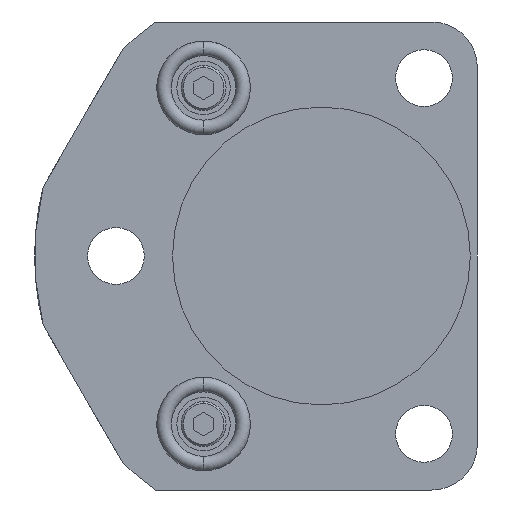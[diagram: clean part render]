
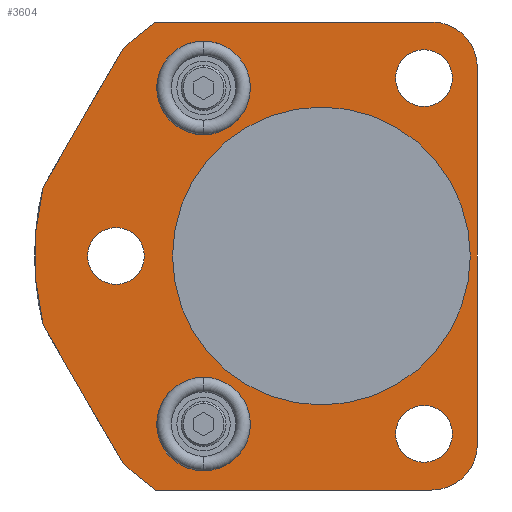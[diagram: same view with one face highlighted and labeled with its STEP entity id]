
A CAD part, front view. The second image highlights one B-rep face of the part: STEP entity #3604.
In plain terms, the highlighted planar face has unit normal (0, -1, 0).
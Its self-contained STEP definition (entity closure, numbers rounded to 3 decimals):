
#313=CARTESIAN_POINT('',(0.,0.,0.));
#314=DIRECTION('',(0.,-1.,0.));
#315=DIRECTION('',(1.,0.,0.));
#316=AXIS2_PLACEMENT_3D('',#313,#314,#315);
#321=CARTESIAN_POINT('',(0.,0.,0.));
#322=DIRECTION('',(0.,1.,0.));
#323=DIRECTION('',(1.,0.,0.));
#324=AXIS2_PLACEMENT_3D('',#321,#322,#323);
#329=CARTESIAN_POINT('',(13.436,0.,-22.936));
#330=DIRECTION('',(0.,-1.,0.));
#331=DIRECTION('',(0.,0.,-1.));
#332=AXIS2_PLACEMENT_3D('',#329,#330,#331);
#337=DIRECTION('',(-1.,0.,0.));
#338=VECTOR('',#337,33.624);
#339=CARTESIAN_POINT('',(13.436,0.,-28.499));
#340=LINE('',#339,#338);
#344=DIRECTION('',(0.5,0.,-0.866));
#345=VECTOR('',#344,19.386);
#346=CARTESIAN_POINT('',(-33.904,0.,-8.382));
#347=LINE('',#346,#345);
#351=DIRECTION('',(0.5,0.,0.866));
#352=VECTOR('',#351,19.386);
#353=CARTESIAN_POINT('',(-33.904,0.,8.382));
#354=LINE('',#353,#352);
#358=DIRECTION('',(1.,0.,0.));
#359=VECTOR('',#358,33.624);
#360=CARTESIAN_POINT('',(-20.188,0.,28.499));
#361=LINE('',#360,#359);
#365=CARTESIAN_POINT('',(13.436,0.,22.936));
#366=DIRECTION('',(0.,-1.,0.));
#367=DIRECTION('',(1.,0.,0.));
#368=AXIS2_PLACEMENT_3D('',#365,#366,#367);
#373=DIRECTION('',(0.,0.,1.));
#374=VECTOR('',#373,45.872);
#375=CARTESIAN_POINT('',(18.999,0.,-22.936));
#376=LINE('',#375,#374);
#380=CARTESIAN_POINT('',(12.497,0.,21.666));
#381=DIRECTION('',(0.,-1.,0.));
#382=DIRECTION('',(1.,0.,0.));
#383=AXIS2_PLACEMENT_3D('',#380,#381,#382);
#388=CARTESIAN_POINT('',(12.497,0.,21.666));
#389=DIRECTION('',(0.,-1.,0.));
#390=DIRECTION('',(-1.,0.,0.));
#391=AXIS2_PLACEMENT_3D('',#388,#389,#390);
#396=CARTESIAN_POINT('',(12.497,0.,-21.666));
#397=DIRECTION('',(0.,-1.,0.));
#398=DIRECTION('',(1.,0.,0.));
#399=AXIS2_PLACEMENT_3D('',#396,#397,#398);
#404=CARTESIAN_POINT('',(12.497,0.,-21.666));
#405=DIRECTION('',(0.,-1.,0.));
#406=DIRECTION('',(-1.,0.,0.));
#407=AXIS2_PLACEMENT_3D('',#404,#405,#406);
#412=CARTESIAN_POINT('',(-25.019,0.,0.));
#413=DIRECTION('',(0.,-1.,0.));
#414=DIRECTION('',(1.,0.,0.));
#415=AXIS2_PLACEMENT_3D('',#412,#413,#414);
#420=CARTESIAN_POINT('',(-25.019,0.,0.));
#421=DIRECTION('',(0.,-1.,0.));
#422=DIRECTION('',(-1.,0.,0.));
#423=AXIS2_PLACEMENT_3D('',#420,#421,#422);
#428=CARTESIAN_POINT('',(-14.351,0.,-20.472));
#429=DIRECTION('',(0.,1.,0.));
#430=DIRECTION('',(-1.,0.,0.));
#431=AXIS2_PLACEMENT_3D('',#428,#429,#430);
#436=CARTESIAN_POINT('',(-14.351,0.,-20.472));
#437=DIRECTION('',(0.,1.,0.));
#438=DIRECTION('',(1.,0.,0.));
#439=AXIS2_PLACEMENT_3D('',#436,#437,#438);
#444=CARTESIAN_POINT('',(-14.351,0.,20.473));
#445=DIRECTION('',(0.,1.,0.));
#446=DIRECTION('',(-1.,0.,0.));
#447=AXIS2_PLACEMENT_3D('',#444,#445,#446);
#452=CARTESIAN_POINT('',(-14.351,0.,20.473));
#453=DIRECTION('',(0.,1.,0.));
#454=DIRECTION('',(1.,0.,0.));
#455=AXIS2_PLACEMENT_3D('',#452,#453,#454);
#664=CARTESIAN_POINT('',(0.,0.,0.));
#665=DIRECTION('',(0.,-1.,0.));
#666=DIRECTION('',(-0.971,0.,0.24));
#667=AXIS2_PLACEMENT_3D('',#664,#665,#666);
#672=CARTESIAN_POINT('',(0.,0.,0.));
#673=DIRECTION('',(0.,-1.,0.));
#674=DIRECTION('',(-0.693,0.,-0.721));
#675=AXIS2_PLACEMENT_3D('',#672,#673,#674);
#680=CARTESIAN_POINT('',(0.,0.,0.));
#681=DIRECTION('',(0.,-1.,0.));
#682=DIRECTION('',(-0.578,0.,0.816));
#683=AXIS2_PLACEMENT_3D('',#680,#681,#682);
#2959=CARTESIAN_POINT('',(18.136,0.,0.));
#2961=VERTEX_POINT('',#2959);
#2963=CARTESIAN_POINT('',(-18.136,0.,0.));
#2965=VERTEX_POINT('',#2963);
#2966=CARTESIAN_POINT('',(-33.904,0.,-8.382));
#2967=CARTESIAN_POINT('',(-24.211,0.,-25.171));
#2968=VERTEX_POINT('',#2966);
#2969=VERTEX_POINT('',#2967);
#2970=CARTESIAN_POINT('',(-33.904,0.,8.382));
#2971=CARTESIAN_POINT('',(-24.211,0.,25.171));
#2972=VERTEX_POINT('',#2970);
#2973=VERTEX_POINT('',#2971);
#2974=CARTESIAN_POINT('',(-20.188,0.,28.499));
#2975=VERTEX_POINT('',#2974);
#2976=CARTESIAN_POINT('',(-20.188,0.,-28.499));
#2977=VERTEX_POINT('',#2976);
#2978=CARTESIAN_POINT('',(15.952,0.,21.666));
#2979=CARTESIAN_POINT('',(9.043,0.,21.666));
#2980=VERTEX_POINT('',#2978);
#2981=VERTEX_POINT('',#2979);
#3090=CARTESIAN_POINT('',(-20.054,0.,-20.472));
#3091=CARTESIAN_POINT('',(-8.649,0.,-20.472));
#3092=VERTEX_POINT('',#3090);
#3093=VERTEX_POINT('',#3091);
#3106=CARTESIAN_POINT('',(-20.054,0.,20.473));
#3107=CARTESIAN_POINT('',(-8.649,0.,20.473));
#3108=VERTEX_POINT('',#3106);
#3109=VERTEX_POINT('',#3107);
#3132=CARTESIAN_POINT('',(15.951,0.,-21.666));
#3133=CARTESIAN_POINT('',(9.042,0.,-21.666));
#3134=VERTEX_POINT('',#3132);
#3135=VERTEX_POINT('',#3133);
#3136=CARTESIAN_POINT('',(-21.565,0.,0.));
#3137=CARTESIAN_POINT('',(-28.474,0.,0.));
#3138=VERTEX_POINT('',#3136);
#3139=VERTEX_POINT('',#3137);
#3170=CARTESIAN_POINT('',(13.436,0.,-28.499));
#3171=CARTESIAN_POINT('',(18.999,0.,-22.936));
#3172=VERTEX_POINT('',#3170);
#3173=VERTEX_POINT('',#3171);
#3174=CARTESIAN_POINT('',(18.999,0.,22.936));
#3175=CARTESIAN_POINT('',(13.436,0.,28.499));
#3176=VERTEX_POINT('',#3174);
#3177=VERTEX_POINT('',#3175);
#3542=CARTESIAN_POINT('',(0.,0.,0.));
#3543=DIRECTION('',(0.,-1.,0.));
#3544=DIRECTION('',(-1.,0.,0.));
#3545=AXIS2_PLACEMENT_3D('',#3542,#3543,#3544);
#3546=PLANE('',#3545);
#3548=ORIENTED_EDGE('',*,*,#3547,.F.);
#3550=ORIENTED_EDGE('',*,*,#3549,.T.);
#3552=ORIENTED_EDGE('',*,*,#3551,.F.);
#3554=ORIENTED_EDGE('',*,*,#3553,.F.);
#3556=ORIENTED_EDGE('',*,*,#3555,.F.);
#3558=ORIENTED_EDGE('',*,*,#3557,.T.);
#3560=ORIENTED_EDGE('',*,*,#3559,.F.);
#3562=ORIENTED_EDGE('',*,*,#3561,.T.);
#3564=ORIENTED_EDGE('',*,*,#3563,.F.);
#3566=ORIENTED_EDGE('',*,*,#3565,.F.);
#3567=EDGE_LOOP('',(#3548,#3550,#3552,#3554,#3556,#3558,#3560,#3562,#3564,
#3566));
#3568=FACE_OUTER_BOUND('',#3567,.F.);
#3570=ORIENTED_EDGE('',*,*,#3569,.T.);
#3572=ORIENTED_EDGE('',*,*,#3571,.F.);
#3573=EDGE_LOOP('',(#3570,#3572));
#3574=FACE_BOUND('',#3573,.F.);
#3576=ORIENTED_EDGE('',*,*,#3575,.T.);
#3578=ORIENTED_EDGE('',*,*,#3577,.T.);
#3579=EDGE_LOOP('',(#3576,#3578));
#3580=FACE_BOUND('',#3579,.F.);
#3582=ORIENTED_EDGE('',*,*,#3581,.T.);
#3584=ORIENTED_EDGE('',*,*,#3583,.T.);
#3585=EDGE_LOOP('',(#3582,#3584));
#3586=FACE_BOUND('',#3585,.F.);
#3588=ORIENTED_EDGE('',*,*,#3587,.T.);
#3590=ORIENTED_EDGE('',*,*,#3589,.T.);
#3591=EDGE_LOOP('',(#3588,#3590));
#3592=FACE_BOUND('',#3591,.F.);
#3593=ORIENTED_EDGE('',*,*,#3532,.F.);
#3595=ORIENTED_EDGE('',*,*,#3594,.F.);
#3596=EDGE_LOOP('',(#3593,#3595));
#3597=FACE_BOUND('',#3596,.F.);
#3599=ORIENTED_EDGE('',*,*,#3598,.F.);
#3601=ORIENTED_EDGE('',*,*,#3600,.F.);
#3602=EDGE_LOOP('',(#3599,#3601));
#3603=FACE_BOUND('',#3602,.F.);
#3604=ADVANCED_FACE('',(#3568,#3574,#3580,#3586,#3592,#3597,#3603),#3546,.T.);
#317=CIRCLE('',#316,18.136);
#325=CIRCLE('',#324,18.136);
#333=CIRCLE('',#332,5.563);
#369=CIRCLE('',#368,5.563);
#384=CIRCLE('',#383,3.455);
#392=CIRCLE('',#391,3.455);
#400=CIRCLE('',#399,3.455);
#408=CIRCLE('',#407,3.455);
#416=CIRCLE('',#415,3.455);
#424=CIRCLE('',#423,3.455);
#432=CIRCLE('',#431,5.703);
#440=CIRCLE('',#439,5.703);
#448=CIRCLE('',#447,5.703);
#456=CIRCLE('',#455,5.703);
#668=CIRCLE('',#667,34.925);
#676=CIRCLE('',#675,34.925);
#684=CIRCLE('',#683,34.925);
#3532=EDGE_CURVE('',#3092,#3093,#432,.T.);
#3547=EDGE_CURVE('',#3172,#3173,#333,.T.);
#3549=EDGE_CURVE('',#3172,#2977,#340,.T.);
#3551=EDGE_CURVE('',#2969,#2977,#676,.T.);
#3553=EDGE_CURVE('',#2968,#2969,#347,.T.);
#3555=EDGE_CURVE('',#2972,#2968,#668,.T.);
#3557=EDGE_CURVE('',#2972,#2973,#354,.T.);
#3559=EDGE_CURVE('',#2975,#2973,#684,.T.);
#3561=EDGE_CURVE('',#2975,#3177,#361,.T.);
#3563=EDGE_CURVE('',#3176,#3177,#369,.T.);
#3565=EDGE_CURVE('',#3173,#3176,#376,.T.);
#3569=EDGE_CURVE('',#2961,#2965,#317,.T.);
#3571=EDGE_CURVE('',#2961,#2965,#325,.T.);
#3575=EDGE_CURVE('',#2980,#2981,#384,.T.);
#3577=EDGE_CURVE('',#2981,#2980,#392,.T.);
#3581=EDGE_CURVE('',#3134,#3135,#400,.T.);
#3583=EDGE_CURVE('',#3135,#3134,#408,.T.);
#3587=EDGE_CURVE('',#3138,#3139,#416,.T.);
#3589=EDGE_CURVE('',#3139,#3138,#424,.T.);
#3594=EDGE_CURVE('',#3093,#3092,#440,.T.);
#3598=EDGE_CURVE('',#3108,#3109,#448,.T.);
#3600=EDGE_CURVE('',#3109,#3108,#456,.T.);
